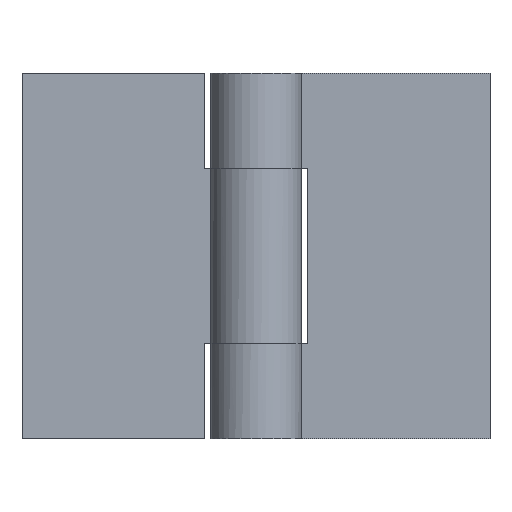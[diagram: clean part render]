
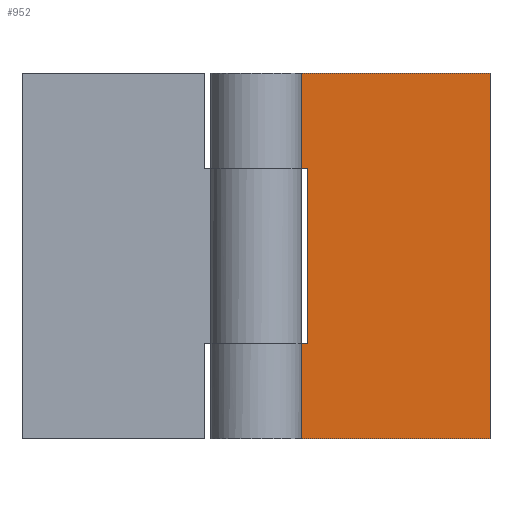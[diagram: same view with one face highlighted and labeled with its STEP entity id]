
A CAD part, front view. The second image highlights one B-rep face of the part: STEP entity #952.
In plain terms, the highlighted free-form (B-spline) face has degree [1, 1] with [2, 2] control points.
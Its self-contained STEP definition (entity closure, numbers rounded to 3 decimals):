
#512=CARTESIAN_POINT('',(0.0,1.5,6.5));
#513=VERTEX_POINT('',#512);
#514=CARTESIAN_POINT('',(3.5,1.5,6.5));
#515=VERTEX_POINT('',#514);
#516=CARTESIAN_POINT('',(0.0,1.5,6.5));
#517=CARTESIAN_POINT('',(3.5,1.5,6.5));
#518=QUASI_UNIFORM_CURVE('',1,(#516,#517),.UNSPECIFIED.,.F.,.U.);
#519=EDGE_CURVE('',#513,#515,#518,.T.);
#590=CARTESIAN_POINT('',(3.5,1.5,18.5));
#591=VERTEX_POINT('',#590);
#592=CARTESIAN_POINT('',(3.5,1.5,6.5));
#593=CARTESIAN_POINT('',(3.5,1.5,18.5));
#594=QUASI_UNIFORM_CURVE('',1,(#592,#593),.UNSPECIFIED.,.F.,.U.);
#595=EDGE_CURVE('',#515,#591,#594,.T.);
#618=CARTESIAN_POINT('',(0.0,1.5,18.5));
#619=VERTEX_POINT('',#618);
#620=CARTESIAN_POINT('',(3.5,1.5,18.5));
#621=CARTESIAN_POINT('',(0.0,1.5,18.5));
#622=QUASI_UNIFORM_CURVE('',1,(#620,#621),.UNSPECIFIED.,.F.,.U.);
#623=EDGE_CURVE('',#591,#619,#622,.T.);
#697=CARTESIAN_POINT('',(16.0,1.5,0.0));
#698=VERTEX_POINT('',#697);
#704=CARTESIAN_POINT('',(0.0,1.5,0.0));
#705=VERTEX_POINT('',#704);
#706=CARTESIAN_POINT('',(16.0,1.5,0.0));
#707=CARTESIAN_POINT('',(0.0,1.5,0.0));
#708=QUASI_UNIFORM_CURVE('',1,(#706,#707),.UNSPECIFIED.,.F.,.U.);
#709=EDGE_CURVE('',#698,#705,#708,.T.);
#803=CARTESIAN_POINT('',(0.0,1.5,25.0));
#804=VERTEX_POINT('',#803);
#824=CARTESIAN_POINT('',(16.0,1.5,25.0));
#825=VERTEX_POINT('',#824);
#826=CARTESIAN_POINT('',(16.0,1.5,25.0));
#827=CARTESIAN_POINT('',(0.0,1.5,25.0));
#828=QUASI_UNIFORM_CURVE('',1,(#826,#827),.UNSPECIFIED.,.F.,.U.);
#829=EDGE_CURVE('',#825,#804,#828,.T.);
#918=CARTESIAN_POINT('',(0.0,1.5,6.5));
#919=CARTESIAN_POINT('',(0.0,1.5,0.0));
#920=QUASI_UNIFORM_CURVE('',1,(#918,#919),.UNSPECIFIED.,.F.,.U.);
#921=EDGE_CURVE('',#513,#705,#920,.T.);
#929=CARTESIAN_POINT('',(-0.799,1.5,26.249));
#930=CARTESIAN_POINT('',(-0.799,1.5,-1.249));
#931=CARTESIAN_POINT('',(16.799,1.5,26.249));
#932=CARTESIAN_POINT('',(16.799,1.5,-1.249));
#933=B_SPLINE_SURFACE_WITH_KNOTS('',1,1,((#929,#931),(#930,#932)),.UNSPECIFIED.,.F.,.F.,.U.,(2,2),(2,2),(0.0,27.498),(0.0,17.598),.UNSPECIFIED.);
#934=ORIENTED_EDGE('',*,*,#623,.F.);
#935=ORIENTED_EDGE('',*,*,#595,.F.);
#936=ORIENTED_EDGE('',*,*,#519,.F.);
#937=ORIENTED_EDGE('',*,*,#921,.T.);
#938=ORIENTED_EDGE('',*,*,#709,.F.);
#939=CARTESIAN_POINT('',(16.0,1.5,25.0));
#940=CARTESIAN_POINT('',(16.0,1.5,0.0));
#941=QUASI_UNIFORM_CURVE('',1,(#939,#940),.UNSPECIFIED.,.F.,.U.);
#942=EDGE_CURVE('',#825,#698,#941,.T.);
#943=ORIENTED_EDGE('',*,*,#942,.F.);
#944=ORIENTED_EDGE('',*,*,#829,.T.);
#945=CARTESIAN_POINT('',(0.0,1.5,25.0));
#946=CARTESIAN_POINT('',(0.0,1.5,18.5));
#947=QUASI_UNIFORM_CURVE('',1,(#945,#946),.UNSPECIFIED.,.F.,.U.);
#948=EDGE_CURVE('',#804,#619,#947,.T.);
#949=ORIENTED_EDGE('',*,*,#948,.T.);
#950=EDGE_LOOP('',(#934,#935,#936,#937,#938,#943,#944,#949));
#951=FACE_OUTER_BOUND('',#950,.T.);
#952=ADVANCED_FACE('',(#951),#933,.T.);
